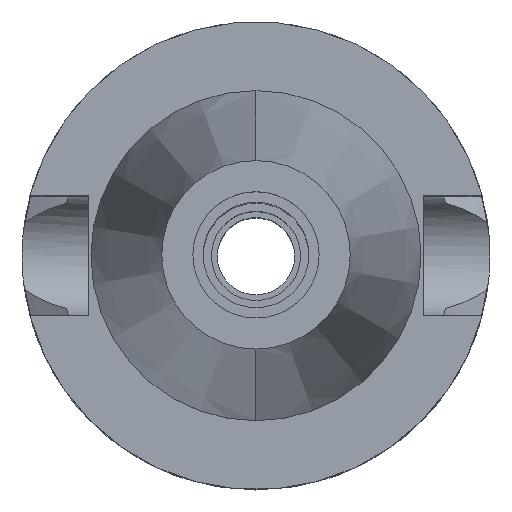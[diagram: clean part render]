
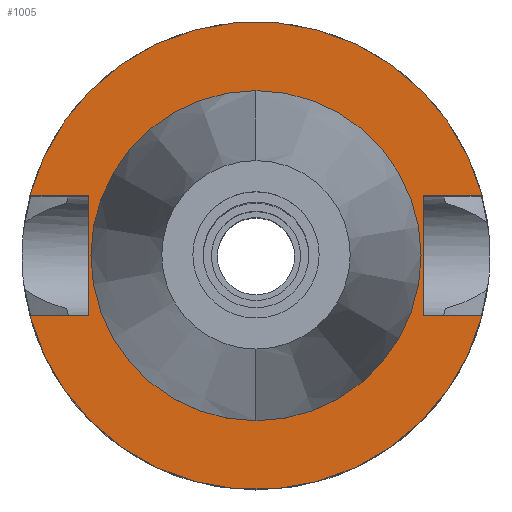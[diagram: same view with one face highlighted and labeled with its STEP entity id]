
A CAD part, top view. The second image highlights one B-rep face of the part: STEP entity #1005.
In plain terms, the highlighted planar face has unit normal (0, 0, 1).
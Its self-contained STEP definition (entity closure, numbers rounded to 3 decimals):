
#1 = VERTEX_POINT ( 'NONE', #2371 ) ;
#98 = DIRECTION ( 'NONE',  ( 0., -1., 0. ) ) ;
#124 = EDGE_LOOP ( 'NONE', ( #2040, #2876 ) ) ;
#188 = CARTESIAN_POINT ( 'NONE',  ( -22.5, -8.05, -2. ) ) ;
#206 = CARTESIAN_POINT ( 'NONE',  ( 0., 0., -2. ) ) ;
#223 = LINE ( 'NONE', #3566, #3306 ) ;
#237 = EDGE_CURVE ( 'NONE', #2275, #1, #938, .T. ) ;
#315 = ORIENTED_EDGE ( 'NONE', *, *, #2849, .F. ) ;
#344 = FACE_OUTER_BOUND ( 'NONE', #2813, .T. ) ;
#373 = VECTOR ( 'NONE', #1859, 1000. ) ;
#494 = LINE ( 'NONE', #188, #1430 ) ;
#504 = CARTESIAN_POINT ( 'NONE',  ( -30.454, 8.05, -2. ) ) ;
#508 = DIRECTION ( 'NONE',  ( 0., 1., 0. ) ) ;
#560 = CARTESIAN_POINT ( 'NONE',  ( -22.5, 8.05, -2. ) ) ;
#720 = CARTESIAN_POINT ( 'NONE',  ( 22.5, -8.05, -2. ) ) ;
#731 = LINE ( 'NONE', #1851, #3359 ) ;
#740 = LINE ( 'NONE', #952, #373 ) ;
#747 = ORIENTED_EDGE ( 'NONE', *, *, #2273, .T. ) ;
#834 = VECTOR ( 'NONE', #1287, 1000. ) ;
#851 = ORIENTED_EDGE ( 'NONE', *, *, #3176, .F. ) ;
#852 = EDGE_CURVE ( 'NONE', #3542, #1388, #2234, .T. ) ;
#893 = VECTOR ( 'NONE', #1395, 1000. ) ;
#938 = CIRCLE ( 'NONE', #2880, 31.5 ) ;
#952 = CARTESIAN_POINT ( 'NONE',  ( 22.5, 8.05, -2. ) ) ;
#955 = CARTESIAN_POINT ( 'NONE',  ( 0., 0., -2. ) ) ;
#983 = LINE ( 'NONE', #720, #834 ) ;
#1000 = DIRECTION ( 'NONE',  ( 0., 0., 1. ) ) ;
#1001 = CIRCLE ( 'NONE', #2472, 31.5 ) ;
#1005 = ADVANCED_FACE ( 'NONE', ( #344, #1205 ), #3452, .F. ) ;
#1024 = VERTEX_POINT ( 'NONE', #3395 ) ;
#1036 = CARTESIAN_POINT ( 'NONE',  ( 30.454, 8.05, -2. ) ) ;
#1151 = ORIENTED_EDGE ( 'NONE', *, *, #3430, .F. ) ;
#1205 = FACE_BOUND ( 'NONE', #124, .T. ) ;
#1287 = DIRECTION ( 'NONE',  ( 1., 0., 0. ) ) ;
#1331 = DIRECTION ( 'NONE',  ( 0., -1., 0. ) ) ;
#1388 = VERTEX_POINT ( 'NONE', #504 ) ;
#1395 = DIRECTION ( 'NONE',  ( -1., 0., 0. ) ) ;
#1430 = VECTOR ( 'NONE', #2165, 1000. ) ;
#1436 = DIRECTION ( 'NONE',  ( 0., 0., -1. ) ) ;
#1475 = ORIENTED_EDGE ( 'NONE', *, *, #3469, .T. ) ;
#1478 = ORIENTED_EDGE ( 'NONE', *, *, #237, .F. ) ;
#1597 = CARTESIAN_POINT ( 'NONE',  ( 0., 0., -2. ) ) ;
#1761 = VERTEX_POINT ( 'NONE', #3516 ) ;
#1799 = EDGE_CURVE ( 'NONE', #1761, #1024, #2954, .T. ) ;
#1845 = CARTESIAN_POINT ( 'NONE',  ( 22.5, -8.05, -2. ) ) ;
#1851 = CARTESIAN_POINT ( 'NONE',  ( 22.5, 8.05, -2. ) ) ;
#1859 = DIRECTION ( 'NONE',  ( 1., 0., 0. ) ) ;
#2030 = VERTEX_POINT ( 'NONE', #2304 ) ;
#2040 = ORIENTED_EDGE ( 'NONE', *, *, #3524, .F. ) ;
#2089 = CARTESIAN_POINT ( 'NONE',  ( 30.454, -8.05, -2. ) ) ;
#2107 = DIRECTION ( 'NONE',  ( 0., 0., 1. ) ) ;
#2165 = DIRECTION ( 'NONE',  ( -1., 0., 0. ) ) ;
#2231 = CARTESIAN_POINT ( 'NONE',  ( -22.5, -8.05, -2. ) ) ;
#2234 = LINE ( 'NONE', #560, #893 ) ;
#2273 = EDGE_CURVE ( 'NONE', #2030, #2372, #740, .T. ) ;
#2275 = VERTEX_POINT ( 'NONE', #2089 ) ;
#2304 = CARTESIAN_POINT ( 'NONE',  ( 22.5, 8.05, -2. ) ) ;
#2371 = CARTESIAN_POINT ( 'NONE',  ( -30.454, -8.05, -2. ) ) ;
#2372 = VERTEX_POINT ( 'NONE', #1036 ) ;
#2378 = CARTESIAN_POINT ( 'NONE',  ( 0., 0., -2. ) ) ;
#2438 = EDGE_CURVE ( 'NONE', #2568, #3542, #223, .T. ) ;
#2472 = AXIS2_PLACEMENT_3D ( 'NONE', #1597, #2732, #508 ) ;
#2535 = AXIS2_PLACEMENT_3D ( 'NONE', #206, #1000, #3547 ) ;
#2568 = VERTEX_POINT ( 'NONE', #2231 ) ;
#2590 = AXIS2_PLACEMENT_3D ( 'NONE', #2618, #1436, #98 ) ;
#2618 = CARTESIAN_POINT ( 'NONE',  ( 0., 0., -2. ) ) ;
#2711 = CIRCLE ( 'NONE', #2535, 22.225 ) ;
#2732 = DIRECTION ( 'NONE',  ( 0., 0., -1. ) ) ;
#2751 = DIRECTION ( 'NONE',  ( 0., 1., 0. ) ) ;
#2813 = EDGE_LOOP ( 'NONE', ( #1475, #1478, #851, #315, #747, #1151, #3502, #3149 ) ) ;
#2849 = EDGE_CURVE ( 'NONE', #2030, #3321, #731, .T. ) ;
#2876 = ORIENTED_EDGE ( 'NONE', *, *, #1799, .F. ) ;
#2880 = AXIS2_PLACEMENT_3D ( 'NONE', #2378, #2963, #2927 ) ;
#2927 = DIRECTION ( 'NONE',  ( 0., -1., 0. ) ) ;
#2954 = CIRCLE ( 'NONE', #3363, 22.225 ) ;
#2963 = DIRECTION ( 'NONE',  ( 0., 0., -1. ) ) ;
#3149 = ORIENTED_EDGE ( 'NONE', *, *, #2438, .F. ) ;
#3176 = EDGE_CURVE ( 'NONE', #3321, #2275, #983, .T. ) ;
#3272 = CARTESIAN_POINT ( 'NONE',  ( -22.5, 8.05, -2. ) ) ;
#3306 = VECTOR ( 'NONE', #2751, 1000. ) ;
#3321 = VERTEX_POINT ( 'NONE', #1845 ) ;
#3359 = VECTOR ( 'NONE', #1331, 1000. ) ;
#3363 = AXIS2_PLACEMENT_3D ( 'NONE', #955, #2107, #3500 ) ;
#3395 = CARTESIAN_POINT ( 'NONE',  ( 0., 22.225, -2. ) ) ;
#3430 = EDGE_CURVE ( 'NONE', #1388, #2372, #1001, .T. ) ;
#3452 = PLANE ( 'NONE',  #2590 ) ;
#3469 = EDGE_CURVE ( 'NONE', #2568, #1, #494, .T. ) ;
#3500 = DIRECTION ( 'NONE',  ( 0., -1., 0. ) ) ;
#3502 = ORIENTED_EDGE ( 'NONE', *, *, #852, .F. ) ;
#3516 = CARTESIAN_POINT ( 'NONE',  ( 0., -22.225, -2. ) ) ;
#3524 = EDGE_CURVE ( 'NONE', #1024, #1761, #2711, .T. ) ;
#3542 = VERTEX_POINT ( 'NONE', #3272 ) ;
#3547 = DIRECTION ( 'NONE',  ( 0., 1., 0. ) ) ;
#3566 = CARTESIAN_POINT ( 'NONE',  ( -22.5, -8.05, -2. ) ) ;
